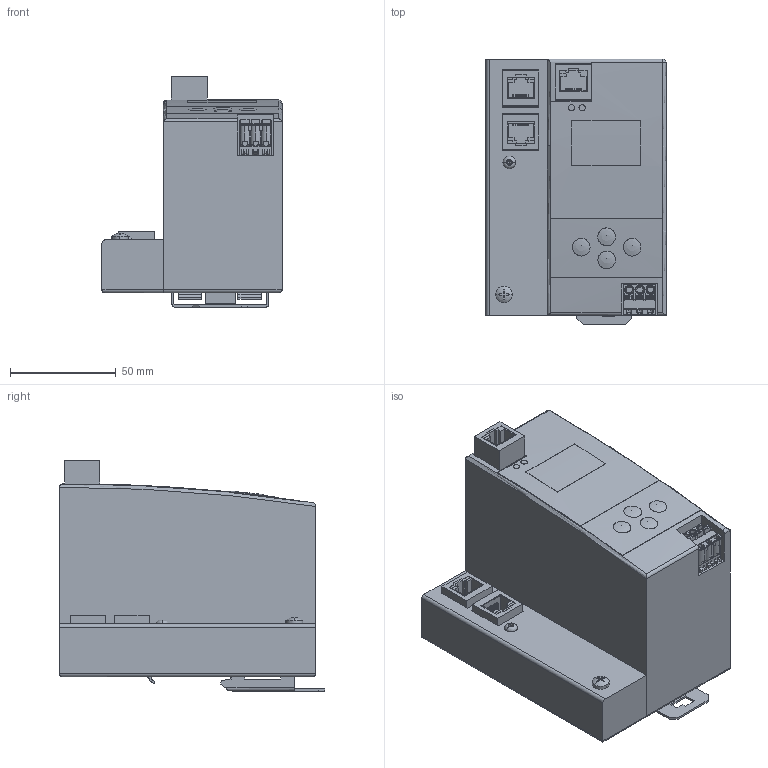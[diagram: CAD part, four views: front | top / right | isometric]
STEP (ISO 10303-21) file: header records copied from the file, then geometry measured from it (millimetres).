
FILE_DESCRIPTION(/* description */ ('Alibre Inc.'),/* implementation_level */ '2;1');
FILE_NAME(/* name */ 'export-29C688A9-EE1E-4D0B-BE05-C453794FF0FD',/* time_stamp */ '2020-01-27T16:52:46+01:00',/* author */ (''),/* organization */ (''),/* preprocessor_version */ 'ST-DEVELOPER v17',/* originating_system */ 'Alibre',/* authorisation */ '');
FILE_SCHEMA (('AUTOMOTIVE_DESIGN'));
Length unit declared in the file: centimetre
Products named in the file (22): ID_1
Bounding box: 85 x 125.29 x 108.65 mm (x, y, z)
Volume: 687701.4 mm3; surface area: 92587.4 mm2
Topology: 19 solids, 88 shells, 2020 faces, 5338 edges, 3527 vertices
Faces by surface type: plane 1372, bspline 410, cylinder 202, cone 18, torus 10, sphere 8
Full cylindrical faces by diameter (mm): 2.459 x1, 3 x2, 3.242 x1
Entity records: 62381 total; most frequent: CARTESIAN_POINT 24707, ORIENTED_EDGE 8248, DIRECTION 5582, EDGE_CURVE 4124, VECTOR 3028, LINE 3028, VERTEX_POINT 2722, AXIS2_PLACEMENT_3D 1789
